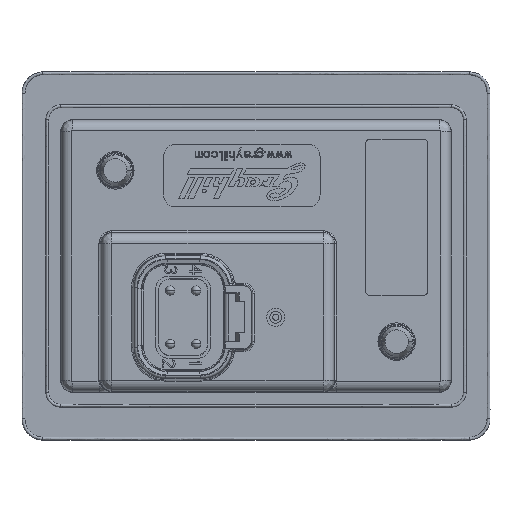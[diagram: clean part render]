
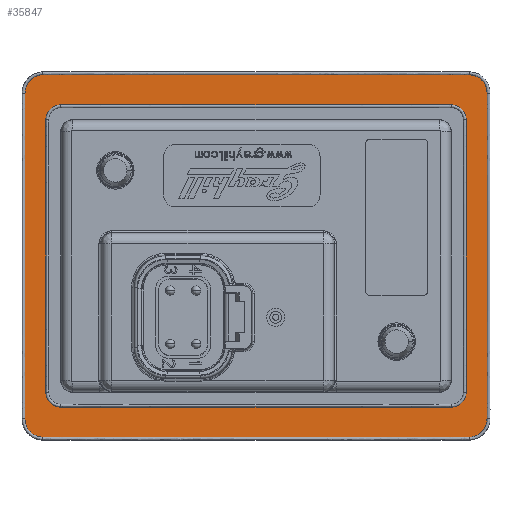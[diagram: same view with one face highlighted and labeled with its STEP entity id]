
A CAD part, front view. The second image highlights one B-rep face of the part: STEP entity #35847.
In plain terms, the highlighted planar face has unit normal (0, -1, 0).
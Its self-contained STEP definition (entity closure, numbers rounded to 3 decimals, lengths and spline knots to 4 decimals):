
#3073=CARTESIAN_POINT('',(-1.552,0.,1.0945));
#3074=CARTESIAN_POINT('',(-1.552,0.,1.1036));
#3075=CARTESIAN_POINT('',(-1.55,0.,1.122));
#3076=CARTESIAN_POINT('',(-1.541,0.,1.148));
#3077=CARTESIAN_POINT('',(-1.5265,0.,1.1714));
#3078=CARTESIAN_POINT('',(-1.5073,0.,1.1909));
#3079=CARTESIAN_POINT('',(-1.4844,0.,1.2055));
#3080=CARTESIAN_POINT('',(-1.4589,0.,1.2146));
#3081=CARTESIAN_POINT('',(-1.441,0.,1.2166));
#3082=CARTESIAN_POINT('',(-1.432,0.,1.2166));
#3084=DIRECTION('',(1.,0.,0.));
#3085=VECTOR('',#3084,2.864);
#3086=CARTESIAN_POINT('',(-1.432,0.,1.2166));
#3087=LINE('',#3086,#3085);
#3088=CARTESIAN_POINT('',(1.432,0.,1.2166));
#3089=CARTESIAN_POINT('',(1.441,0.,1.2166));
#3090=CARTESIAN_POINT('',(1.4589,0.,1.2146));
#3091=CARTESIAN_POINT('',(1.4844,0.,1.2055));
#3092=CARTESIAN_POINT('',(1.5073,0.,1.1909));
#3093=CARTESIAN_POINT('',(1.5265,0.,1.1714));
#3094=CARTESIAN_POINT('',(1.541,0.,1.148));
#3095=CARTESIAN_POINT('',(1.55,0.,1.122));
#3096=CARTESIAN_POINT('',(1.552,0.,1.1036));
#3097=CARTESIAN_POINT('',(1.552,0.,1.0945));
#3099=DIRECTION('',(0.,0.,-1.));
#3100=VECTOR('',#3099,2.189);
#3101=CARTESIAN_POINT('',(1.552,0.,1.0945));
#3102=LINE('',#3101,#3100);
#3103=CARTESIAN_POINT('',(1.552,0.,-1.0945));
#3104=CARTESIAN_POINT('',(1.552,0.,-1.1036));
#3105=CARTESIAN_POINT('',(1.55,0.,-1.122));
#3106=CARTESIAN_POINT('',(1.541,0.,-1.148));
#3107=CARTESIAN_POINT('',(1.5265,0.,-1.1714));
#3108=CARTESIAN_POINT('',(1.5073,0.,-1.1909));
#3109=CARTESIAN_POINT('',(1.4844,0.,-1.2055));
#3110=CARTESIAN_POINT('',(1.4589,0.,-1.2146));
#3111=CARTESIAN_POINT('',(1.441,0.,-1.2166));
#3112=CARTESIAN_POINT('',(1.432,0.,-1.2166));
#3114=DIRECTION('',(-1.,0.,0.));
#3115=VECTOR('',#3114,2.864);
#3116=CARTESIAN_POINT('',(1.432,0.,-1.2166));
#3117=LINE('',#3116,#3115);
#3118=CARTESIAN_POINT('',(-1.432,0.,-1.2166));
#3119=CARTESIAN_POINT('',(-1.441,0.,-1.2166));
#3120=CARTESIAN_POINT('',(-1.4589,0.,-1.2146));
#3121=CARTESIAN_POINT('',(-1.4844,0.,-1.2055));
#3122=CARTESIAN_POINT('',(-1.5073,0.,-1.1909));
#3123=CARTESIAN_POINT('',(-1.5265,0.,-1.1714));
#3124=CARTESIAN_POINT('',(-1.541,0.,-1.148));
#3125=CARTESIAN_POINT('',(-1.55,0.,-1.122));
#3126=CARTESIAN_POINT('',(-1.552,0.,-1.1036));
#3127=CARTESIAN_POINT('',(-1.552,0.,-1.0945));
#3129=DIRECTION('',(0.,0.,1.));
#3130=VECTOR('',#3129,2.189);
#3131=CARTESIAN_POINT('',(-1.552,0.,-1.0945));
#3132=LINE('',#3131,#3130);
#3133=CARTESIAN_POINT('',(-1.312,0.,0.9155));
#3134=DIRECTION('',(0.,-1.,0.));
#3135=DIRECTION('',(0.,0.,1.));
#3136=AXIS2_PLACEMENT_3D('',#3133,#3134,#3135);
#3138=DIRECTION('',(0.,0.,-1.));
#3139=VECTOR('',#3138,1.8311);
#3140=CARTESIAN_POINT('',(-1.412,0.,0.9155));
#3141=LINE('',#3140,#3139);
#3142=CARTESIAN_POINT('',(-1.312,0.,-0.9155));
#3143=DIRECTION('',(0.,-1.,0.));
#3144=DIRECTION('',(-1.,0.,0.));
#3145=AXIS2_PLACEMENT_3D('',#3142,#3143,#3144);
#3147=DIRECTION('',(1.,0.,0.));
#3148=VECTOR('',#3147,2.624);
#3149=CARTESIAN_POINT('',(-1.312,0.,-1.0155));
#3150=LINE('',#3149,#3148);
#3151=CARTESIAN_POINT('',(1.312,0.,-0.9155));
#3152=DIRECTION('',(0.,-1.,0.));
#3153=DIRECTION('',(0.,0.,-1.));
#3154=AXIS2_PLACEMENT_3D('',#3151,#3152,#3153);
#3156=DIRECTION('',(0.,0.,1.));
#3157=VECTOR('',#3156,1.8311);
#3158=CARTESIAN_POINT('',(1.412,0.,-0.9155));
#3159=LINE('',#3158,#3157);
#3160=CARTESIAN_POINT('',(1.312,0.,0.9155));
#3161=DIRECTION('',(0.,-1.,0.));
#3162=DIRECTION('',(1.,0.,0.));
#3163=AXIS2_PLACEMENT_3D('',#3160,#3161,#3162);
#3165=DIRECTION('',(-1.,0.,0.));
#3166=VECTOR('',#3165,2.624);
#3167=CARTESIAN_POINT('',(1.312,0.,1.0155));
#3168=LINE('',#3167,#3166);
#33190=CARTESIAN_POINT('',(-1.312,0.,1.0155));
#33191=CARTESIAN_POINT('',(-1.412,0.,0.9155));
#33192=VERTEX_POINT('',#33190);
#33193=VERTEX_POINT('',#33191);
#33196=CARTESIAN_POINT('',(1.312,0.,1.0155));
#33197=VERTEX_POINT('',#33196);
#33200=CARTESIAN_POINT('',(1.412,0.,0.9155));
#33201=VERTEX_POINT('',#33200);
#33204=CARTESIAN_POINT('',(1.412,0.,-0.9155));
#33205=VERTEX_POINT('',#33204);
#33208=CARTESIAN_POINT('',(1.312,0.,-1.0155));
#33209=VERTEX_POINT('',#33208);
#33212=CARTESIAN_POINT('',(-1.312,0.,-1.0155));
#33213=VERTEX_POINT('',#33212);
#33216=CARTESIAN_POINT('',(-1.412,0.,-0.9155));
#33217=VERTEX_POINT('',#33216);
#33218=VERTEX_POINT('',#3073);
#33219=VERTEX_POINT('',#3082);
#33222=CARTESIAN_POINT('',(1.432,0.,1.2166));
#33223=VERTEX_POINT('',#33222);
#33224=VERTEX_POINT('',#3097);
#33225=CARTESIAN_POINT('',(1.552,0.,-1.0945));
#33226=VERTEX_POINT('',#33225);
#33231=VERTEX_POINT('',#3112);
#33233=CARTESIAN_POINT('',(-1.432,0.,-1.2166));
#33234=VERTEX_POINT('',#33233);
#33235=VERTEX_POINT('',#3127);
#35814=CARTESIAN_POINT('',(0.,0.,0.));
#35815=DIRECTION('',(0.,1.,0.));
#35816=DIRECTION('',(1.,0.,0.));
#35817=AXIS2_PLACEMENT_3D('',#35814,#35815,#35816);
#35818=PLANE('',#35817);
#35820=ORIENTED_EDGE('',*,*,#35819,.T.);
#35822=ORIENTED_EDGE('',*,*,#35821,.T.);
#35824=ORIENTED_EDGE('',*,*,#35823,.T.);
#35826=ORIENTED_EDGE('',*,*,#35825,.T.);
#35828=ORIENTED_EDGE('',*,*,#35827,.T.);
#35830=ORIENTED_EDGE('',*,*,#35829,.T.);
#35832=ORIENTED_EDGE('',*,*,#35831,.T.);
#35834=ORIENTED_EDGE('',*,*,#35833,.T.);
#35835=EDGE_LOOP('',(#35820,#35822,#35824,#35826,#35828,#35830,#35832,#35834));
#35836=FACE_OUTER_BOUND('',#35835,.F.);
#35837=ORIENTED_EDGE('',*,*,#35796,.T.);
#35838=ORIENTED_EDGE('',*,*,#35257,.T.);
#35839=ORIENTED_EDGE('',*,*,#35341,.T.);
#35840=ORIENTED_EDGE('',*,*,#35410,.T.);
#35841=ORIENTED_EDGE('',*,*,#35493,.T.);
#35842=ORIENTED_EDGE('',*,*,#35562,.T.);
#35843=ORIENTED_EDGE('',*,*,#35645,.T.);
#35844=ORIENTED_EDGE('',*,*,#35714,.T.);
#35845=EDGE_LOOP('',(#35837,#35838,#35839,#35840,#35841,#35842,#35843,#35844));
#35846=FACE_BOUND('',#35845,.F.);
#35847=ADVANCED_FACE('',(#35836,#35846),#35818,.F.);
#3083=B_SPLINE_CURVE_WITH_KNOTS('',3,(#3073,#3074,#3075,#3076,#3077,#3078,#3079,
#3080,#3081,#3082),.UNSPECIFIED.,.F.,.F.,(4,1,1,1,1,1,1,4),(0.,
0.1429,0.2857,0.4286,0.5714,
0.7143,0.8571,1.),.UNSPECIFIED.);
#3098=B_SPLINE_CURVE_WITH_KNOTS('',3,(#3088,#3089,#3090,#3091,#3092,#3093,#3094,
#3095,#3096,#3097),.UNSPECIFIED.,.F.,.F.,(4,1,1,1,1,1,1,4),(0.,
0.1429,0.2857,0.4286,0.5714,
0.7143,0.8571,1.),.UNSPECIFIED.);
#3113=B_SPLINE_CURVE_WITH_KNOTS('',3,(#3103,#3104,#3105,#3106,#3107,#3108,#3109,
#3110,#3111,#3112),.UNSPECIFIED.,.F.,.F.,(4,1,1,1,1,1,1,4),(0.,
0.1429,0.2857,0.4286,0.5714,
0.7143,0.8571,1.),.UNSPECIFIED.);
#3128=B_SPLINE_CURVE_WITH_KNOTS('',3,(#3118,#3119,#3120,#3121,#3122,#3123,#3124,
#3125,#3126,#3127),.UNSPECIFIED.,.F.,.F.,(4,1,1,1,1,1,1,4),(0.,
0.1429,0.2857,0.4286,0.5714,
0.7143,0.8571,1.),.UNSPECIFIED.);
#3137=CIRCLE('',#3136,0.1);
#3146=CIRCLE('',#3145,0.1);
#3155=CIRCLE('',#3154,0.1);
#3164=CIRCLE('',#3163,0.1);
#35257=EDGE_CURVE('',#33193,#33217,#3141,.T.);
#35341=EDGE_CURVE('',#33217,#33213,#3146,.T.);
#35410=EDGE_CURVE('',#33213,#33209,#3150,.T.);
#35493=EDGE_CURVE('',#33209,#33205,#3155,.T.);
#35562=EDGE_CURVE('',#33205,#33201,#3159,.T.);
#35645=EDGE_CURVE('',#33201,#33197,#3164,.T.);
#35714=EDGE_CURVE('',#33197,#33192,#3168,.T.);
#35796=EDGE_CURVE('',#33192,#33193,#3137,.T.);
#35819=EDGE_CURVE('',#33218,#33219,#3083,.T.);
#35821=EDGE_CURVE('',#33219,#33223,#3087,.T.);
#35823=EDGE_CURVE('',#33223,#33224,#3098,.T.);
#35825=EDGE_CURVE('',#33224,#33226,#3102,.T.);
#35827=EDGE_CURVE('',#33226,#33231,#3113,.T.);
#35829=EDGE_CURVE('',#33231,#33234,#3117,.T.);
#35831=EDGE_CURVE('',#33234,#33235,#3128,.T.);
#35833=EDGE_CURVE('',#33235,#33218,#3132,.T.);
